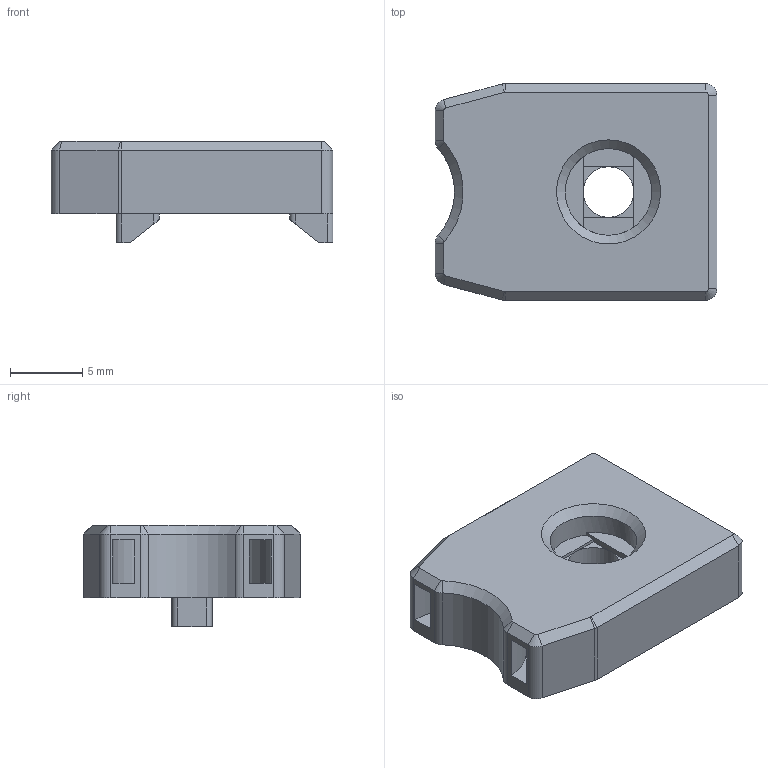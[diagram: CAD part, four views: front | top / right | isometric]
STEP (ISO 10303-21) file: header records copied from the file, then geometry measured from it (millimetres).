
FILE_DESCRIPTION(/* description */ (''),/* implementation_level */ '2;1');
FILE_NAME(/* name */ 'V0_Z_Wire_Anchor.step',/* time_stamp */ '2023-11-06T06:38:33-08:00',/* author */ (''),/* organization */ (''),/* preprocessor_version */ 'ST-DEVELOPER v20',/* originating_system */ 'Autodesk Translation Framework v12.14.0.127',/* authorisation */ '');
FILE_SCHEMA (('AUTOMOTIVE_DESIGN { 1 0 10303 214 3 1 1 }'));
Length unit declared in the file: millimetre
Products named in the file (1): V0_Z_Wire_Anchor
Bounding box: 19.5 x 15 x 7 mm (x, y, z)
Volume: 1256.2 mm3; surface area: 1068.5 mm2
Topology: 1 solids, 1 shells, 72 faces, 185 edges, 116 vertices
Faces by surface type: plane 41, cylinder 21, cone 10
Full cylindrical faces by diameter (mm): 3.5 x1, 6 x1
Entity records: 2220 total; most frequent: DIRECTION 390, CARTESIAN_POINT 374, ORIENTED_EDGE 370, EDGE_CURVE 185, AXIS2_PLACEMENT_3D 132, LINE 126, VECTOR 126, VERTEX_POINT 116
